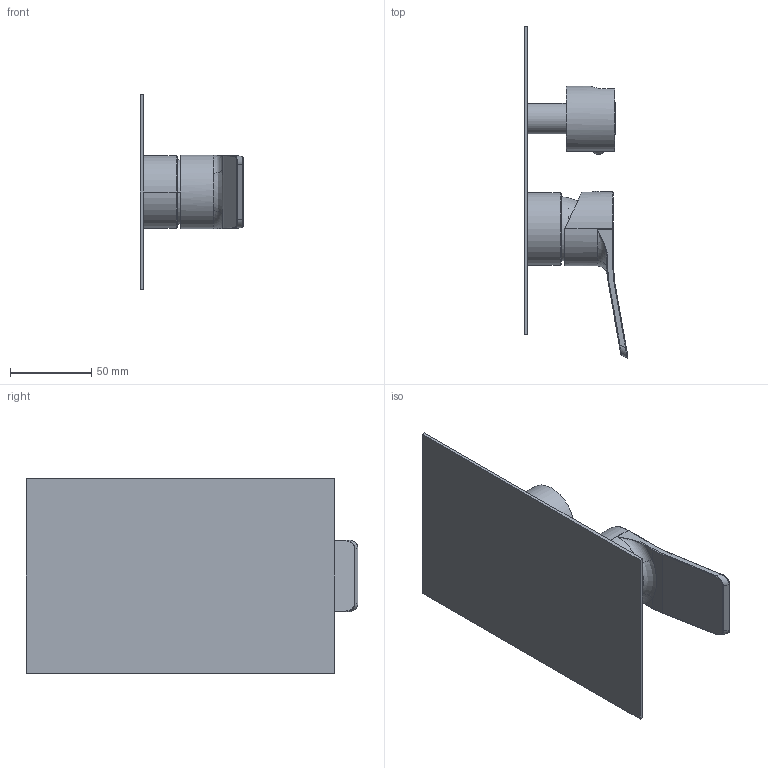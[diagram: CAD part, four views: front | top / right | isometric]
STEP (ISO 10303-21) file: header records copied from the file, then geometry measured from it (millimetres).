
FILE_DESCRIPTION((''),'2;1');
FILE_NAME('TI019CR-M','2021-11-08T17:21:02',('ut3'),('PAFFONI SpA'),'CREO PARAMETRIC BY PTC INC, 2020044','CREO PARAMETRIC BY PTC INC, 2020044','');
FILE_SCHEMA(('CONFIG_CONTROL_DESIGN','SHAPE_APPEARANCE_LAYERS_GROUPS'));
Length unit declared in the file: millimetre
Products named in the file (1): TI019CR-M
Bounding box: 64.05 x 204.58 x 120 mm (x, y, z)
Volume: 114374.9 mm3; surface area: 85377.7 mm2
Topology: 2 solids, 2 shells, 213 faces, 502 edges, 303 vertices
Faces by surface type: cylinder 79, plane 72, cone 35, bspline 13, torus 9, sphere 5
Entity records: 9079 total; most frequent: CARTESIAN_POINT 2706, DIRECTION 1026, ORIENTED_EDGE 992, EDGE_CURVE 496, AXIS2_PLACEMENT_3D 400, VERTEX_POINT 303, EDGE_LOOP 237, VECTOR 226
